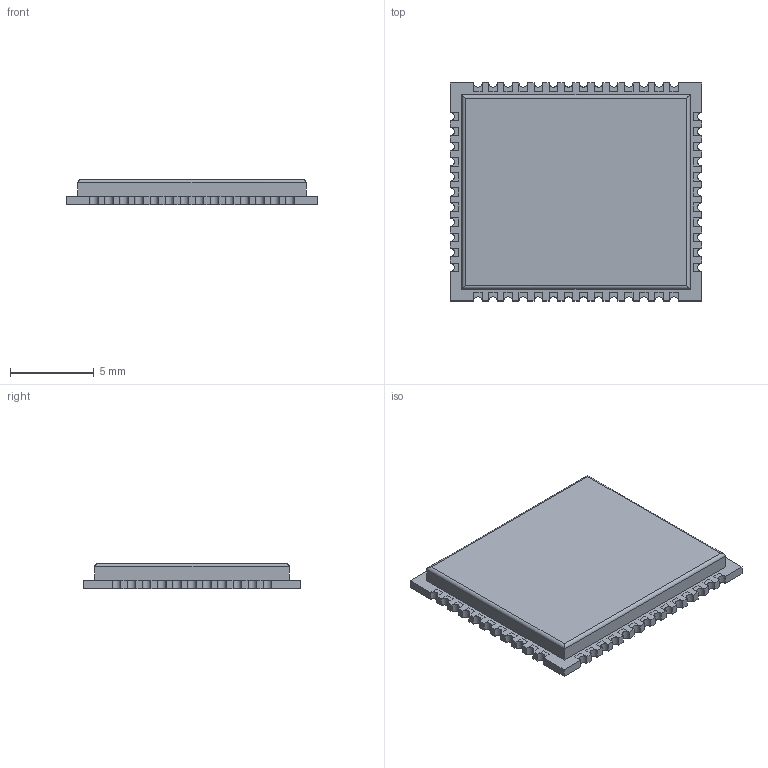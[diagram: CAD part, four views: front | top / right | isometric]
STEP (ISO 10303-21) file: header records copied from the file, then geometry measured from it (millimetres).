
FILE_DESCRIPTION (( 'STEP AP214' ), '1' );
FILE_NAME ('WIRELM-SMD_AP6275S.STEP', '2022-04-07T16:03:51', ( '微软用户' ), ( '微软中国' ), 'SwSTEP 2.0', 'SolidWorks 2020', '' );
FILE_SCHEMA (( 'AUTOMOTIVE_DESIGN' ));
Length unit declared in the file: millimetre
Products named in the file (1): WIRELM-SMD_AP6275S
Bounding box: 15 x 13 x 1.5 mm (x, y, z)
Volume: 252.3 mm3; surface area: 853 mm2
Topology: 52 solids, 52 shells, 586 faces, 1421 edges, 946 vertices
Faces by surface type: plane 507, cylinder 65, bspline 14
Entity records: 22864 total; most frequent: CARTESIAN_POINT 3764, ORIENTED_EDGE 2842, DIRECTION 2657, EDGE_CURVE 1421, LINE 1267, VECTOR 1267, VERTEX_POINT 946, AXIS2_PLACEMENT_3D 695
